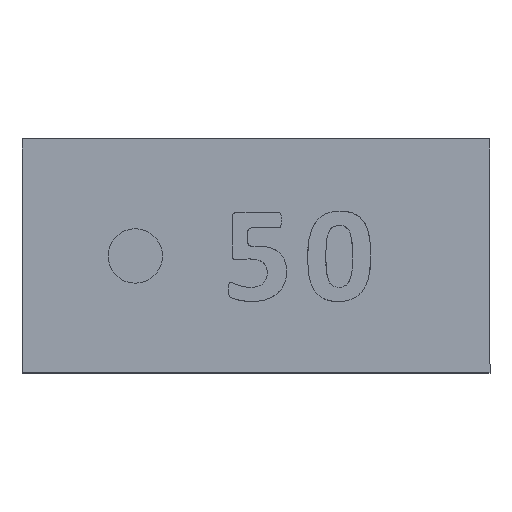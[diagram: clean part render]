
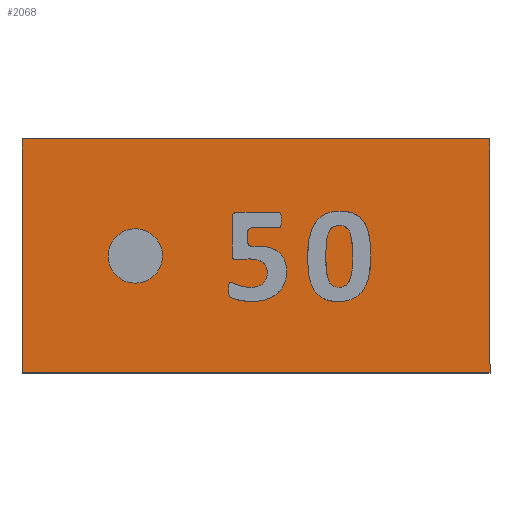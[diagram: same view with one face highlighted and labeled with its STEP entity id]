
A CAD part, top view. The second image highlights one B-rep face of the part: STEP entity #2068.
In plain terms, the highlighted planar face has unit normal (0, 0, 1).
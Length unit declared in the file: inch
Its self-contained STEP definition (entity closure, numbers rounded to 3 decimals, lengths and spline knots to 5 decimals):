
#9 = CARTESIAN_POINT ( 'NONE',  ( 0., 0., 0.02 ) ) ;
#30 = VECTOR ( 'NONE', #2251, 39.37008 ) ;
#33 = VERTEX_POINT ( 'NONE', #1143 ) ;
#130 = ORIENTED_EDGE ( 'NONE', *, *, #1328, .T. ) ;
#202 = EDGE_CURVE ( 'NONE', #33, #1058, #1557, .T. ) ;
#509 = VECTOR ( 'NONE', #680, 39.37008 ) ;
#604 = EDGE_LOOP ( 'NONE', ( #1192, #2305, #130, #745 ) ) ;
#607 = CARTESIAN_POINT ( 'NONE',  ( -0.10053, 0.05005, 0.02 ) ) ;
#680 = DIRECTION ( 'NONE',  ( -1., 0., 0. ) ) ;
#738 = CARTESIAN_POINT ( 'NONE',  ( -0.10053, -0.04995, 0.02 ) ) ;
#745 = ORIENTED_EDGE ( 'NONE', *, *, #1682, .T. ) ;
#840 = EDGE_CURVE ( 'NONE', #1058, #2294, #2559, .T. ) ;
#978 = LINE ( 'NONE', #2156, #1051 ) ;
#1033 = DIRECTION ( 'NONE',  ( 0., 0., -1. ) ) ;
#1051 = VECTOR ( 'NONE', #2549, 39.37008 ) ;
#1058 = VERTEX_POINT ( 'NONE', #607 ) ;
#1143 = CARTESIAN_POINT ( 'NONE',  ( 0.09947, 0.05005, 0.02 ) ) ;
#1192 = ORIENTED_EDGE ( 'NONE', *, *, #202, .T. ) ;
#1328 = EDGE_CURVE ( 'NONE', #2294, #2346, #1471, .T. ) ;
#1459 = CARTESIAN_POINT ( 'NONE',  ( 0.09947, -0.04995, 0.02 ) ) ;
#1471 = LINE ( 'NONE', #1459, #30 ) ;
#1557 = LINE ( 'NONE', #2360, #509 ) ;
#1561 = DIRECTION ( 'NONE',  ( 0., -1., 0. ) ) ;
#1613 = FACE_OUTER_BOUND ( 'NONE', #604, .T. ) ;
#1650 = CARTESIAN_POINT ( 'NONE',  ( 0.09947, -0.04995, 0.02 ) ) ;
#1651 = AXIS2_PLACEMENT_3D ( 'NONE', #9, #1033, #1810 ) ;
#1682 = EDGE_CURVE ( 'NONE', #2346, #33, #978, .T. ) ;
#1810 = DIRECTION ( 'NONE',  ( -1., 0., 0. ) ) ;
#1825 = PLANE ( 'NONE',  #1651 ) ;
#1904 = VECTOR ( 'NONE', #1561, 39.37008 ) ;
#2068 = ADVANCED_FACE ( 'NONE', ( #1613 ), #1825, .F. ) ;
#2156 = CARTESIAN_POINT ( 'NONE',  ( 0.09947, 0.05005, 0.02 ) ) ;
#2251 = DIRECTION ( 'NONE',  ( 1., 0., 0. ) ) ;
#2294 = VERTEX_POINT ( 'NONE', #2555 ) ;
#2305 = ORIENTED_EDGE ( 'NONE', *, *, #840, .T. ) ;
#2346 = VERTEX_POINT ( 'NONE', #1650 ) ;
#2360 = CARTESIAN_POINT ( 'NONE',  ( -0.10053, 0.05005, 0.02 ) ) ;
#2549 = DIRECTION ( 'NONE',  ( 0., 1., 0. ) ) ;
#2555 = CARTESIAN_POINT ( 'NONE',  ( -0.10053, -0.04995, 0.02 ) ) ;
#2559 = LINE ( 'NONE', #738, #1904 ) ;
